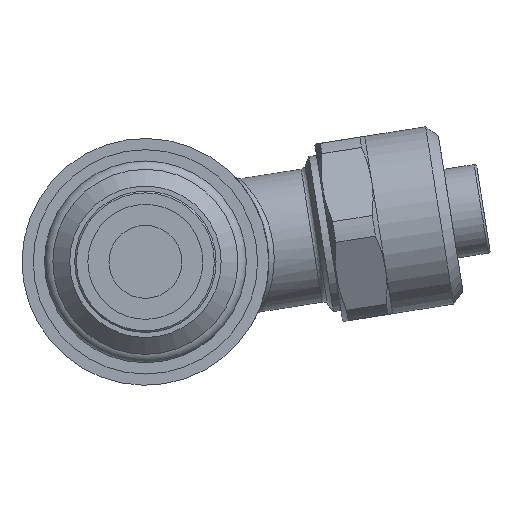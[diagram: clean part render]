
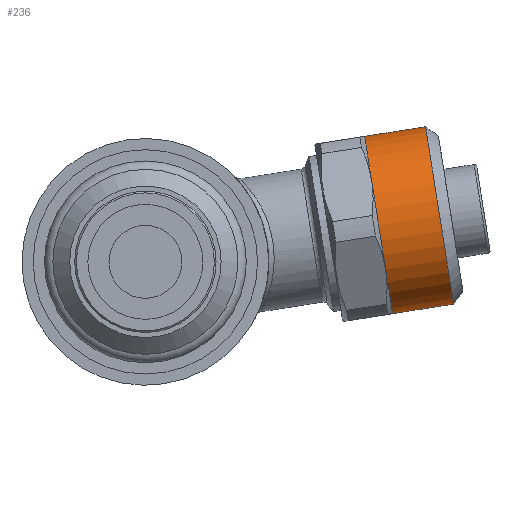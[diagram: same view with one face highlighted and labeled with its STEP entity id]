
A CAD part, front view. The second image highlights one B-rep face of the part: STEP entity #236.
In plain terms, the highlighted cylindrical face has radius 8 mm (diameter 16 mm), a full revolution.
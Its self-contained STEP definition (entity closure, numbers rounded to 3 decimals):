
#160=CARTESIAN_POINT('',(27.475,22.8,-3.762));
#161=VERTEX_POINT('',#160);
#162=CARTESIAN_POINT('',(26.228,22.8,4.14));
#163=DIRECTION('',(-0.988,0.0,-0.156));
#164=DIRECTION('',(0.156,0.0,-0.988));
#165=AXIS2_PLACEMENT_3D('',#162,#163,#164);
#166=CIRCLE('',#165,8.0);
#167=EDGE_CURVE('',#161,#161,#166,.T.);
#172=CARTESIAN_POINT('',(13.176,22.8,2.08));
#173=DIRECTION('',(-0.988,0.0,-0.156));
#174=DIRECTION('',(0.156,0.0,-0.988));
#175=AXIS2_PLACEMENT_3D('',#172,#173,#174);
#176=CYLINDRICAL_SURFACE('',#175,8.0);
#177=ORIENTED_EDGE('',*,*,#167,.T.);
#178=EDGE_LOOP('',(#177));
#179=FACE_OUTER_BOUND('',#178,.T.);
#180=CARTESIAN_POINT('',(21.419,29.728,-0.668));
#181=VERTEX_POINT('',#180);
#182=CARTESIAN_POINT('',(22.042,22.8,-4.62));
#183=VERTEX_POINT('',#182);
#184=CARTESIAN_POINT('',(20.795,22.8,3.283));
#185=DIRECTION('',(-0.988,0.0,-0.156));
#186=DIRECTION('',(0.156,0.0,-0.988));
#187=AXIS2_PLACEMENT_3D('',#184,#185,#186);
#188=CIRCLE('',#187,8.0);
#189=EDGE_CURVE('',#181,#183,#188,.T.);
#190=ORIENTED_EDGE('',*,*,#189,.F.);
#191=CARTESIAN_POINT('',(20.171,29.728,7.234));
#192=VERTEX_POINT('',#191);
#193=CARTESIAN_POINT('',(20.795,22.8,3.283));
#194=DIRECTION('',(-0.988,0.0,-0.156));
#195=DIRECTION('',(0.156,0.0,-0.988));
#196=AXIS2_PLACEMENT_3D('',#193,#194,#195);
#197=CIRCLE('',#196,8.0);
#198=EDGE_CURVE('',#192,#181,#197,.T.);
#199=ORIENTED_EDGE('',*,*,#198,.F.);
#200=CARTESIAN_POINT('',(19.547,22.8,11.185));
#201=VERTEX_POINT('',#200);
#202=CARTESIAN_POINT('',(20.795,22.8,3.283));
#203=DIRECTION('',(-0.988,0.0,-0.156));
#204=DIRECTION('',(0.156,0.0,-0.988));
#205=AXIS2_PLACEMENT_3D('',#202,#203,#204);
#206=CIRCLE('',#205,8.0);
#207=EDGE_CURVE('',#201,#192,#206,.T.);
#208=ORIENTED_EDGE('',*,*,#207,.F.);
#209=CARTESIAN_POINT('',(20.171,15.872,7.234));
#210=VERTEX_POINT('',#209);
#211=CARTESIAN_POINT('',(20.795,22.8,3.283));
#212=DIRECTION('',(-0.988,0.0,-0.156));
#213=DIRECTION('',(0.156,0.0,-0.988));
#214=AXIS2_PLACEMENT_3D('',#211,#212,#213);
#215=CIRCLE('',#214,8.0);
#216=EDGE_CURVE('',#210,#201,#215,.T.);
#217=ORIENTED_EDGE('',*,*,#216,.F.);
#218=CARTESIAN_POINT('',(21.419,15.872,-0.668));
#219=VERTEX_POINT('',#218);
#220=CARTESIAN_POINT('',(20.795,22.8,3.283));
#221=DIRECTION('',(-0.988,0.0,-0.156));
#222=DIRECTION('',(0.156,0.0,-0.988));
#223=AXIS2_PLACEMENT_3D('',#220,#221,#222);
#224=CIRCLE('',#223,8.0);
#225=EDGE_CURVE('',#219,#210,#224,.T.);
#226=ORIENTED_EDGE('',*,*,#225,.F.);
#227=CARTESIAN_POINT('',(20.795,22.8,3.283));
#228=DIRECTION('',(-0.988,0.0,-0.156));
#229=DIRECTION('',(0.156,0.0,-0.988));
#230=AXIS2_PLACEMENT_3D('',#227,#228,#229);
#231=CIRCLE('',#230,8.0);
#232=EDGE_CURVE('',#183,#219,#231,.T.);
#233=ORIENTED_EDGE('',*,*,#232,.F.);
#234=EDGE_LOOP('',(#190,#199,#208,#217,#226,#233));
#235=FACE_BOUND('',#234,.T.);
#236=ADVANCED_FACE('',(#179,#235),#176,.T.);
